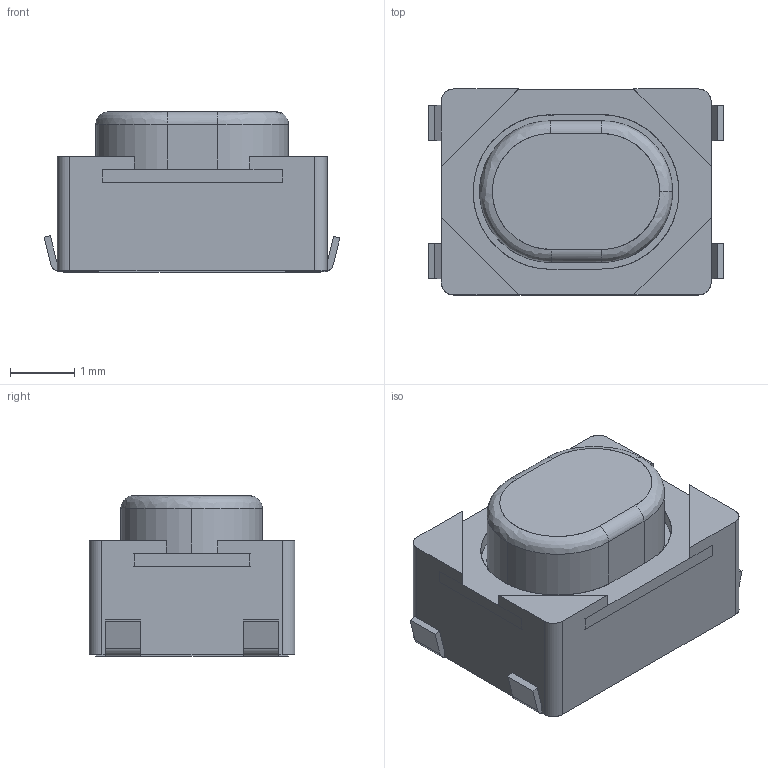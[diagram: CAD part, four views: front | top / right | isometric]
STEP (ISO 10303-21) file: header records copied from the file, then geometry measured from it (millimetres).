
FILE_DESCRIPTION(('FreeCAD Model'),'2;1');
FILE_NAME('PTS810.step','2018-11-07T14:03:34',( 'kicad StepUp'),('ksu MCAD'),'Open CASCADE STEP processor 7.3', 'FreeCAD','Unknown');
FILE_SCHEMA(('AUTOMOTIVE_DESIGN { 1 0 10303 214 1 1 1 1 }'));
Length unit declared in the file: millimetre
Products named in the file (1): PTS810
Bounding box: 4.6 x 3.2 x 2.5 mm (x, y, z)
Surface area: 101 mm2 (no closed solid volume)
Topology: 0 solids, 185 shells, 185 faces, 1394 edges, 1394 vertices
Faces by surface type: bspline 129, revolution 56
Entity records: 16530 total; most frequent: CARTESIAN_POINT 6840, ORIENTED_EDGE 1394, EDGE_CURVE 1394, VERTEX_POINT 1394, DIRECTION 844, B_SPLINE_CURVE_WITH_KNOTS 747, LINE 616, VECTOR 616
